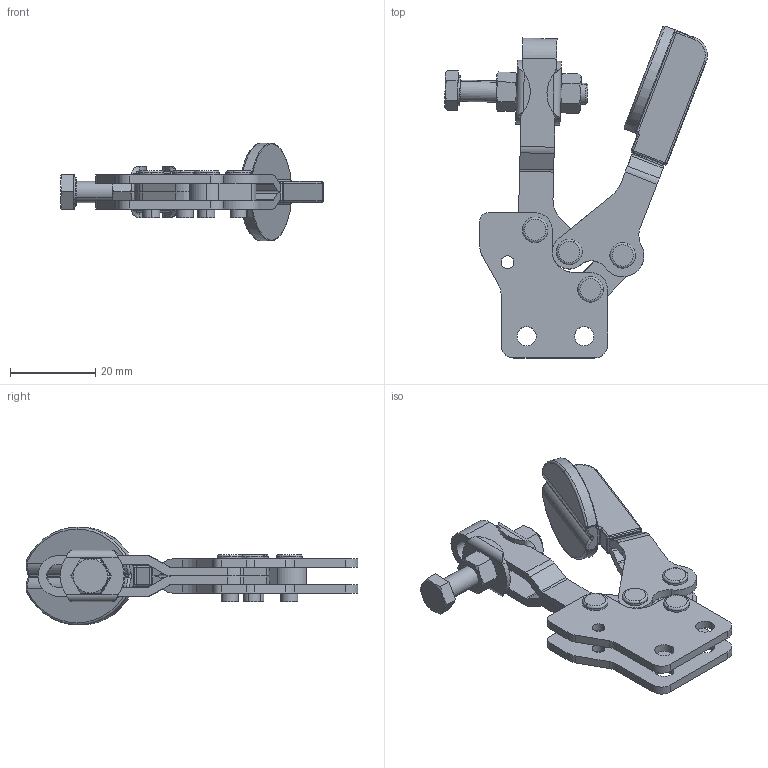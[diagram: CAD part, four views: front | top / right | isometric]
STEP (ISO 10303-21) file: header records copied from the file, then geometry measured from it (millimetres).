
FILE_DESCRIPTION((''),'2;1');
FILE_NAME('100.1-opened.stp','2005-09-27T15:01:18',('Kysilko'),(''),'Autodesk Inventor 8','Autodesk Inventor 8','');
FILE_SCHEMA(('AUTOMOTIVE_DESIGN { 1 0 10303 214 1 1 1 1 }'));
Length unit declared in the file: millimetre
Products named in the file (1): Part3
Bounding box: 61.75 x 78 x 23 mm (x, y, z)
Volume: 11122.6 mm3; surface area: 11440.3 mm2
Topology: 1 solids, 1 shells, 437 faces, 1151 edges, 707 vertices
Faces by surface type: cylinder 149, plane 108, bspline 93, cone 50, torus 29, sphere 8
Entity records: 16211 total; most frequent: CARTESIAN_POINT 5612, ORIENTED_EDGE 2268, DIRECTION 2239, EDGE_CURVE 1134, AXIS2_PLACEMENT_3D 872, VERTEX_POINT 707, CIRCLE 515, VECTOR 495
